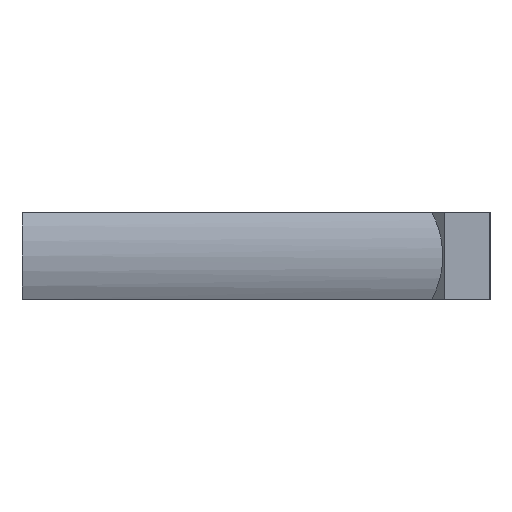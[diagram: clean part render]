
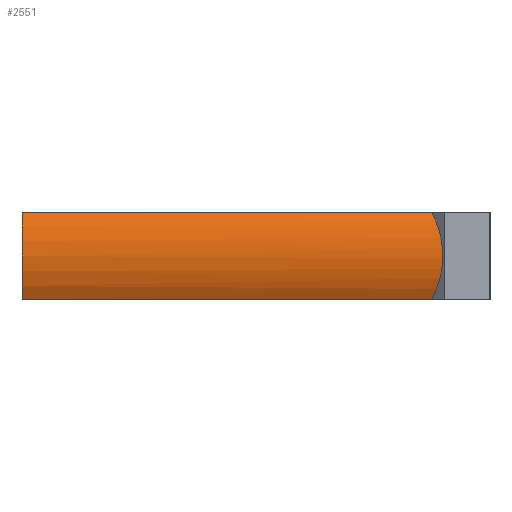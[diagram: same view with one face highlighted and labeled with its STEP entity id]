
A CAD part, left-side view. The second image highlights one B-rep face of the part: STEP entity #2551.
In plain terms, the highlighted cylindrical face has radius 20.26 mm (diameter 40.52 mm), a partial arc.
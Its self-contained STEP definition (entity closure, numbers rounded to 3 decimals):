
#16 = EDGE_CURVE ( 'NONE', #1015, #376, #921, .T. ) ;
#228 = EDGE_CURVE ( 'NONE', #1011, #376, #2278, .T. ) ;
#234 = VECTOR ( 'NONE', #1212, 1000. ) ;
#271 = DIRECTION ( 'NONE',  ( 0., 1., 0. ) ) ;
#376 = VERTEX_POINT ( 'NONE', #1205 ) ;
#469 = DIRECTION ( 'NONE',  ( 0., 1., 0. ) ) ;
#510 = AXIS2_PLACEMENT_3D ( 'NONE', #1674, #3235, #2597 ) ;
#545 = DIRECTION ( 'NONE',  ( 0., 0., 1. ) ) ;
#748 = CARTESIAN_POINT ( 'NONE',  ( -40.408, -60.409, -3.541 ) ) ;
#756 = CARTESIAN_POINT ( 'NONE',  ( -37., -57., 9.75 ) ) ;
#793 = AXIS2_PLACEMENT_3D ( 'NONE', #2615, #271, #545 ) ;
#921 = LINE ( 'NONE', #2100, #234 ) ;
#964 = CARTESIAN_POINT ( 'NONE',  ( -37., -70., 9.75 ) ) ;
#978 =( BOUNDED_CURVE ( )  B_SPLINE_CURVE ( 3, ( #1820, #748, #2826, #1292 ),
 .UNSPECIFIED., .F., .F. ) 
 B_SPLINE_CURVE_WITH_KNOTS ( ( 4, 4 ),
 ( 2.64, 3.644 ),
 .UNSPECIFIED. ) 
 CURVE ( )  GEOMETRIC_REPRESENTATION_ITEM ( )  RATIONAL_B_SPLINE_CURVE ( ( 1., 0.918, 0.918, 1. ) ) 
 REPRESENTATION_ITEM ( '' )  );
#1011 = VERTEX_POINT ( 'NONE', #2758 ) ;
#1015 = VERTEX_POINT ( 'NONE', #2671 ) ;
#1053 = ORIENTED_EDGE ( 'NONE', *, *, #16, .F. ) ;
#1075 = ORIENTED_EDGE ( 'NONE', *, *, #1358, .T. ) ;
#1102 = CYLINDRICAL_SURFACE ( 'NONE', #793, 20.26 ) ;
#1205 = CARTESIAN_POINT ( 'NONE',  ( -37., 34., -9.75 ) ) ;
#1212 = DIRECTION ( 'NONE',  ( 0., 1., 0. ) ) ;
#1292 = CARTESIAN_POINT ( 'NONE',  ( -37., -57., 9.75 ) ) ;
#1350 = VERTEX_POINT ( 'NONE', #756 ) ;
#1358 = EDGE_CURVE ( 'NONE', #1350, #1011, #3250, .T. ) ;
#1398 = ORIENTED_EDGE ( 'NONE', *, *, #2469, .T. ) ;
#1674 = CARTESIAN_POINT ( 'NONE',  ( -19.24, 34., 0. ) ) ;
#1820 = CARTESIAN_POINT ( 'NONE',  ( -37., -57., -9.75 ) ) ;
#1838 = FACE_OUTER_BOUND ( 'NONE', #1853, .T. ) ;
#1853 = EDGE_LOOP ( 'NONE', ( #1053, #1398, #1075, #2145 ) ) ;
#2100 = CARTESIAN_POINT ( 'NONE',  ( -37., -70., -9.75 ) ) ;
#2145 = ORIENTED_EDGE ( 'NONE', *, *, #228, .T. ) ;
#2278 = CIRCLE ( 'NONE', #510, 20.26 ) ;
#2469 = EDGE_CURVE ( 'NONE', #1015, #1350, #978, .T. ) ;
#2551 = ADVANCED_FACE ( 'NONE', ( #1838 ), #1102, .T. ) ;
#2572 = VECTOR ( 'NONE', #469, 1000. ) ;
#2597 = DIRECTION ( 'NONE',  ( 0., 0., 1. ) ) ;
#2615 = CARTESIAN_POINT ( 'NONE',  ( -19.24, -70., 0. ) ) ;
#2671 = CARTESIAN_POINT ( 'NONE',  ( -37., -57., -9.75 ) ) ;
#2758 = CARTESIAN_POINT ( 'NONE',  ( -37., 34., 9.75 ) ) ;
#2826 = CARTESIAN_POINT ( 'NONE',  ( -40.408, -60.409, 3.541 ) ) ;
#3235 = DIRECTION ( 'NONE',  ( 0., -1., 0. ) ) ;
#3250 = LINE ( 'NONE', #964, #2572 ) ;
